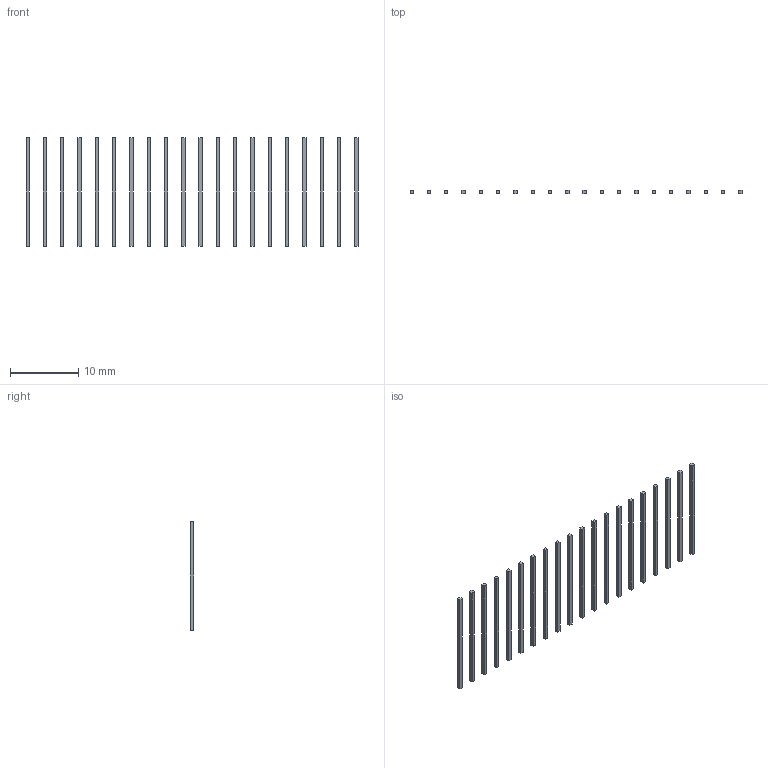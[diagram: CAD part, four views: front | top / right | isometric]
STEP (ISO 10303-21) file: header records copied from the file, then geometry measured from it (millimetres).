
FILE_DESCRIPTION(('FreeCAD Model'),'2;1');
FILE_NAME('pins.step' ,'2020-08-01T20:41:34',('kicad StepUp'),('ksu MCAD'), 'Open CASCADE STEP processor 7.3','FreeCAD','Unknown');
FILE_SCHEMA(('AUTOMOTIVE_DESIGN { 1 0 10303 214 1 1 1 1 }'));
Length unit declared in the file: millimetre
Products named in the file (1): pins
Bounding box: 48.76 x 0.5 x 16 mm (x, y, z)
Volume: 80 mm3; surface area: 650 mm2
Topology: 20 solids, 20 shells, 120 faces, 240 edges, 160 vertices
Faces by surface type: plane 120
Entity records: 3858 total; most frequent: CARTESIAN_POINT 521, DIRECTION 482, ORIENTED_EDGE 480, EDGE_CURVE 240, LINE 240, VECTOR 240, VERTEX_POINT 160, AXIS2_PLACEMENT_3D 121
